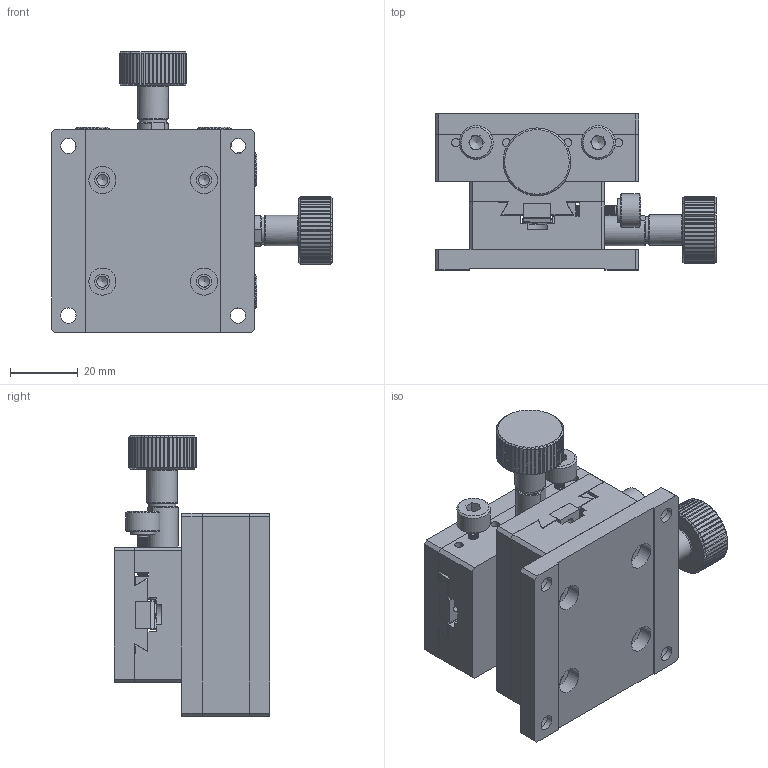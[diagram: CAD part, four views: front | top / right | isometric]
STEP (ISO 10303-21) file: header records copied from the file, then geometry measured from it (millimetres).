
FILE_DESCRIPTION (( 'STEP AP203' ), '1' );
FILE_NAME ('528829.STEP', '2024-10-16T02:09:02', ( 'Windows User' ), ( 'P R C' ), 'SwSTEP 2.0', 'SolidWorks 2020', '' );
FILE_SCHEMA (( 'CONFIG_CONTROL_DESIGN' ));
Products named in the file (1): 528829
Bounding box: 82.9 x 46 x 82.9 mm (x, y, z)
Volume: 118316.6 mm3; surface area: 60501.8 mm2
Topology: 23 solids, 23 shells, 1372 faces, 3459 edges, 2159 vertices
Faces by surface type: plane 722, cylinder 322, cone 252, bspline 76
Full cylindrical faces by diameter (mm): 2.05 x4, 2.5 x20, 2.8 x4, 2.95 x88, 3 x2, 3.3 x20, 4 x4, 4.1 x4, 4.5 x16, 7 x4, 7.4 x2, 8 x20, 9 x4, 10 x4
Entity records: 218359 total; most frequent: CARTESIAN_POINT 189885, ORIENTED_EDGE 5956, DIRECTION 5464, EDGE_CURVE 2978, AXIS2_PLACEMENT_3D 1955, VERTEX_POINT 1924, EDGE_LOOP 1588, LINE 1554
